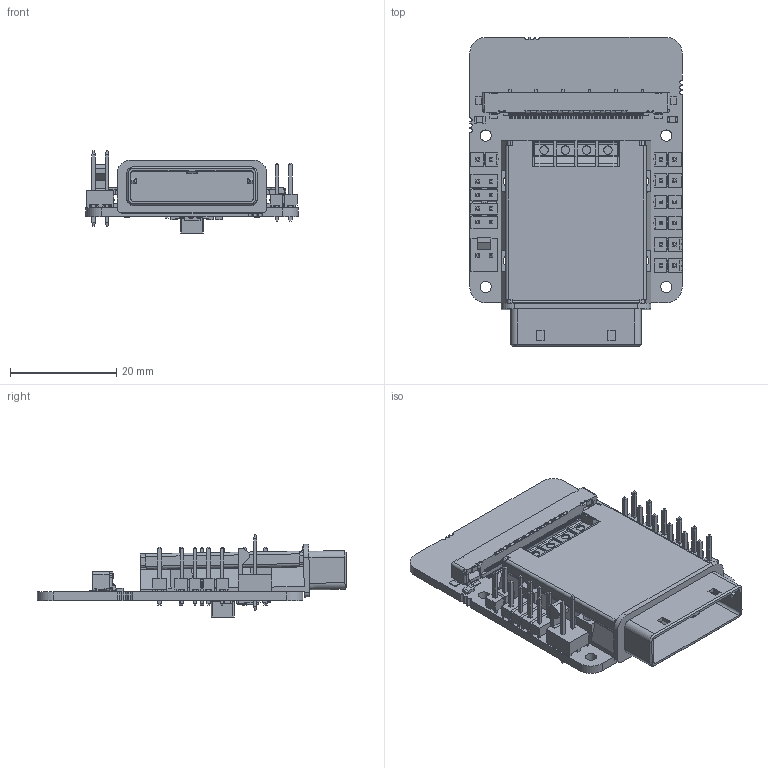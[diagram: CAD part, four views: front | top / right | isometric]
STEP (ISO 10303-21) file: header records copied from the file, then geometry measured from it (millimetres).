
FILE_DESCRIPTION(('Open CASCADE Model'),'2;1');
FILE_NAME('Open CASCADE Shape Model','2019-05-04T13:48:43',('Author'),( 'Open CASCADE'),'Open CASCADE STEP processor 6.8','Open CASCADE 6.8' ,'Unknown');
FILE_SCHEMA(('AUTOMOTIVE_DESIGN { 1 0 10303 214 1 1 1 1 }'));
Length unit declared in the file: millimetre
Products named in the file (56): PCB; Board; Open CASCADE STEP translator 6.8 10.1.1; Open CASCADE STEP translator 6.8 10.1.1.1; J11; TSW-102-07-G-S; _TSW-102-07-G-S_body; _T-1S6-07-TSW-1-07-2-S; J8; J4; J6; TSW-104-07-F-D; _TSW-104-07-F-D_body; _T-1S6-07-TSW-1-07-4-D; J9; J10; J5; J3; J2; K3D-FI-RE51S-HF-R2_JAE_Connector_Division_Proprietary; J7; SW3dPS-Molex_-_2-Pin_Header_with_Lock_(0.100in_pitch); SW3dPS-Molex_-_2-Pin_Header_with_Lock_(0.100in_pitch)_Molex_-_Header_
Base_with_Lock_(0.100in_pitch); SW3dPS-Molex_-_2-Pin_Header_with_Lock_(0.100in_pitch)_Molex_-_Header_
Pin; R29; ChipRes(0402); R28; R27; R26; R25; C24; ChipCap(0402); C21; C20; U3; 12482712480; Extruded; L3; XAL4030; C19 ...
Assembly tree (76 placements, depth 4):
  PCB
    Board
      Open CASCADE STEP translator 6.8 10.1.1
        Open CASCADE STEP translator 6.8 10.1.1.1
    J11
      TSW-102-07-G-S
        _TSW-102-07-G-S_body
        _T-1S6-07-TSW-1-07-2-S
    J8
      TSW-102-07-G-S
        _TSW-102-07-G-S_body
        _T-1S6-07-TSW-1-07-2-S
    J4
      TSW-102-07-G-S
        _TSW-102-07-G-S_body
        _T-1S6-07-TSW-1-07-2-S
    J6
      TSW-104-07-F-D
        _TSW-104-07-F-D_body
        _T-1S6-07-TSW-1-07-4-D
    J9
      TSW-102-07-G-S
        _TSW-102-07-G-S_body
        _T-1S6-07-TSW-1-07-2-S
    J10
      TSW-102-07-G-S
        _TSW-102-07-G-S_body
        _T-1S6-07-TSW-1-07-2-S
    J5
      TSW-102-07-G-S
        _TSW-102-07-G-S_body
        _T-1S6-07-TSW-1-07-2-S
    J3
      TSW-102-07-G-S
        _TSW-102-07-G-S_body
        _T-1S6-07-TSW-1-07-2-S
    J2
      K3D-FI-RE51S-HF-R2_JAE_Connector_Division_Proprietary
    J7
      SW3dPS-Molex_-_2-Pin_Header_with_Lock_(0.100in_pitch)
        SW3dPS-Molex_-_2-Pin_Header_with_Lock_(0.100in_pitch)_Molex_-_Header_
Base_with_Lock_(0.100in_pitch)
        SW3dPS-Molex_-_2-Pin_Header_with_Lock_(0.100in_pitch)_Molex_-_Header_
Pin  x2
    R29
      ChipRes(0402)
    R28
      ChipRes(0402)
    R27
      ChipRes(0402)
    R26
      ChipRes(0402)
    R25
      ChipRes(0402)
    C24
      ChipCap(0402)
    C21
      ChipCap(0402)
    C20
      ChipCap(0402)
    U3
      12482712480
Bounding box: 40 x 58.26 x 15.46 mm (x, y, z)
Volume: 9341.7 mm3; surface area: 13945.6 mm2
Topology: 43 solids, 43 shells, 4393 faces, 11814 edges, 7728 vertices
Faces by surface type: plane 3580, cylinder 781, bspline 18, cone 14
Full cylindrical faces by diameter (mm): 1 x24, 1.55 x4, 2.1 x4, 2.5 x4
Entity records: 112110 total; most frequent: CARTESIAN_POINT 20270, ORIENTED_EDGE 18422, DIRECTION 17526, EDGE_CURVE 9211, LINE 7454, VECTOR 7454, VERTEX_POINT 6010, AXIS2_PLACEMENT_3D 5036
